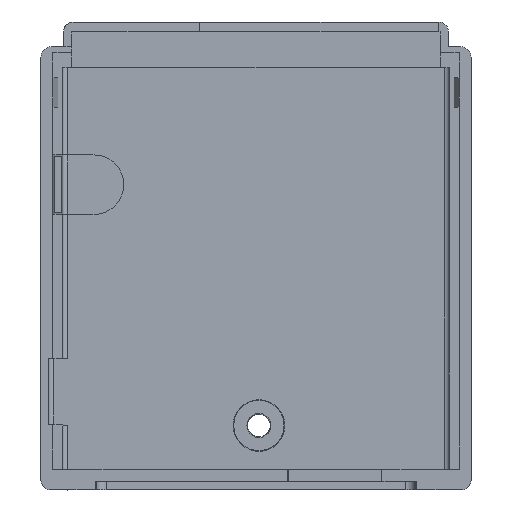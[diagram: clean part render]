
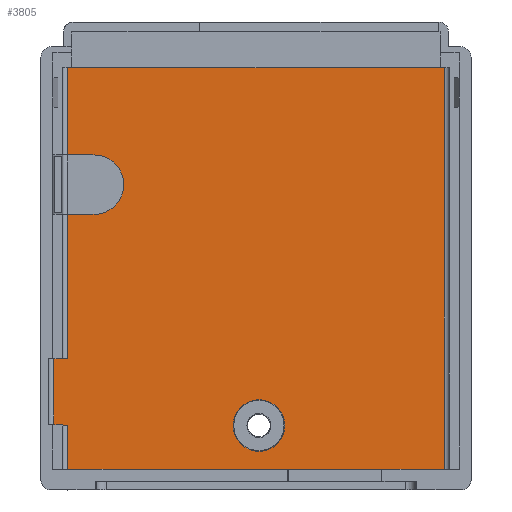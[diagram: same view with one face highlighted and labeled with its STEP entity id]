
A CAD part, top view. The second image highlights one B-rep face of the part: STEP entity #3805.
In plain terms, the highlighted planar face has unit normal (0, 0, 1).
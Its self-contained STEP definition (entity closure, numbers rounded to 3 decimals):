
#191=DIRECTION('',(-1.,0.,0.));
#192=VECTOR('',#191,38.);
#193=CARTESIAN_POINT('',(40.705,42.6,-7.));
#194=LINE('',#193,#192);
#227=CARTESIAN_POINT('',(22.,6.5,-7.));
#228=DIRECTION('',(0.,0.,1.));
#229=DIRECTION('',(1.,0.,0.));
#230=AXIS2_PLACEMENT_3D('',#227,#228,#229);
#232=CARTESIAN_POINT('',(22.,6.5,-7.));
#233=DIRECTION('',(0.,0.,1.));
#234=DIRECTION('',(-1.,0.,0.));
#235=AXIS2_PLACEMENT_3D('',#232,#233,#234);
#237=DIRECTION('',(0.,1.,0.));
#238=VECTOR('',#237,6.7);
#239=CARTESIAN_POINT('',(1.3,6.55,-7.));
#240=LINE('',#239,#238);
#241=DIRECTION('',(0.,1.,0.));
#242=VECTOR('',#241,14.55);
#243=CARTESIAN_POINT('',(2.705,13.25,-7.));
#244=LINE('',#243,#242);
#245=DIRECTION('',(1.,0.,0.));
#246=VECTOR('',#245,2.658);
#247=CARTESIAN_POINT('',(2.705,27.8,-7.));
#248=LINE('',#247,#246);
#249=CARTESIAN_POINT('',(5.363,30.8,-7.));
#250=DIRECTION('',(0.,0.,1.));
#251=DIRECTION('',(0.,-1.,0.));
#252=AXIS2_PLACEMENT_3D('',#249,#250,#251);
#254=DIRECTION('',(1.,0.,0.));
#255=VECTOR('',#254,2.658);
#256=CARTESIAN_POINT('',(2.705,33.8,-7.));
#257=LINE('',#256,#255);
#258=DIRECTION('',(0.,1.,0.));
#259=VECTOR('',#258,8.8);
#260=CARTESIAN_POINT('',(2.705,33.8,-7.));
#261=LINE('',#260,#259);
#262=DIRECTION('',(0.,-1.,0.));
#263=VECTOR('',#262,40.5);
#264=CARTESIAN_POINT('',(40.705,42.6,-7.));
#265=LINE('',#264,#263);
#266=DIRECTION('',(-1.,0.,0.));
#267=VECTOR('',#266,38.);
#268=CARTESIAN_POINT('',(40.705,2.1,-7.));
#269=LINE('',#268,#267);
#270=DIRECTION('',(0.,1.,0.));
#271=VECTOR('',#270,4.45);
#272=CARTESIAN_POINT('',(2.705,2.1,-7.));
#273=LINE('',#272,#271);
#2510=DIRECTION('',(-1.,0.,0.));
#2511=VECTOR('',#2510,1.405);
#2512=CARTESIAN_POINT('',(2.705,13.25,-7.));
#2513=LINE('',#2512,#2511);
#2527=DIRECTION('',(1.,0.,0.));
#2528=VECTOR('',#2527,1.405);
#2529=CARTESIAN_POINT('',(1.3,6.55,-7.));
#2530=LINE('',#2529,#2528);
#2853=CARTESIAN_POINT('',(5.363,27.8,-7.));
#2854=CARTESIAN_POINT('',(5.363,33.8,-7.));
#2855=VERTEX_POINT('',#2853);
#2856=VERTEX_POINT('',#2854);
#2858=CARTESIAN_POINT('',(2.705,42.6,-7.));
#2860=VERTEX_POINT('',#2858);
#2861=CARTESIAN_POINT('',(2.705,33.8,-7.));
#2862=VERTEX_POINT('',#2861);
#2866=CARTESIAN_POINT('',(40.705,2.1,-7.));
#2868=VERTEX_POINT('',#2866);
#2869=CARTESIAN_POINT('',(40.705,42.6,-7.));
#2870=VERTEX_POINT('',#2869);
#2873=CARTESIAN_POINT('',(2.705,13.25,-7.));
#2874=CARTESIAN_POINT('',(2.705,27.8,-7.));
#2875=VERTEX_POINT('',#2873);
#2876=VERTEX_POINT('',#2874);
#2881=CARTESIAN_POINT('',(2.705,2.1,-7.));
#2882=CARTESIAN_POINT('',(2.705,6.55,-7.));
#2883=VERTEX_POINT('',#2881);
#2884=VERTEX_POINT('',#2882);
#2901=CARTESIAN_POINT('',(24.6,6.5,-7.));
#2902=CARTESIAN_POINT('',(19.4,6.5,-7.));
#2903=VERTEX_POINT('',#2901);
#2904=VERTEX_POINT('',#2902);
#2922=CARTESIAN_POINT('',(1.3,13.25,-7.));
#2924=VERTEX_POINT('',#2922);
#2925=CARTESIAN_POINT('',(1.3,6.55,-7.));
#2926=VERTEX_POINT('',#2925);
#3774=CARTESIAN_POINT('',(21.705,23.1,-7.));
#3775=DIRECTION('',(0.,0.,1.));
#3776=DIRECTION('',(1.,0.,0.));
#3777=AXIS2_PLACEMENT_3D('',#3774,#3775,#3776);
#3778=PLANE('',#3777);
#3780=ORIENTED_EDGE('',*,*,#3779,.T.);
#3782=ORIENTED_EDGE('',*,*,#3781,.F.);
#3784=ORIENTED_EDGE('',*,*,#3783,.T.);
#3786=ORIENTED_EDGE('',*,*,#3785,.T.);
#3788=ORIENTED_EDGE('',*,*,#3787,.T.);
#3789=ORIENTED_EDGE('',*,*,#3662,.F.);
#3790=ORIENTED_EDGE('',*,*,#3678,.T.);
#3791=ORIENTED_EDGE('',*,*,#3692,.F.);
#3792=ORIENTED_EDGE('',*,*,#3717,.T.);
#3793=ORIENTED_EDGE('',*,*,#3732,.T.);
#3794=ORIENTED_EDGE('',*,*,#3764,.T.);
#3796=ORIENTED_EDGE('',*,*,#3795,.F.);
#3797=EDGE_LOOP('',(#3780,#3782,#3784,#3786,#3788,#3789,#3790,#3791,#3792,#3793,
#3794,#3796));
#3798=FACE_OUTER_BOUND('',#3797,.F.);
#3800=ORIENTED_EDGE('',*,*,#3799,.T.);
#3802=ORIENTED_EDGE('',*,*,#3801,.T.);
#3803=EDGE_LOOP('',(#3800,#3802));
#3804=FACE_BOUND('',#3803,.F.);
#3805=ADVANCED_FACE('',(#3798,#3804),#3778,.T.);
#231=CIRCLE('',#230,2.6);
#236=CIRCLE('',#235,2.6);
#253=CIRCLE('',#252,3.);
#3662=EDGE_CURVE('',#2862,#2856,#257,.T.);
#3678=EDGE_CURVE('',#2862,#2860,#261,.T.);
#3692=EDGE_CURVE('',#2870,#2860,#194,.T.);
#3717=EDGE_CURVE('',#2870,#2868,#265,.T.);
#3732=EDGE_CURVE('',#2868,#2883,#269,.T.);
#3764=EDGE_CURVE('',#2883,#2884,#273,.T.);
#3779=EDGE_CURVE('',#2926,#2924,#240,.T.);
#3781=EDGE_CURVE('',#2875,#2924,#2513,.T.);
#3783=EDGE_CURVE('',#2875,#2876,#244,.T.);
#3785=EDGE_CURVE('',#2876,#2855,#248,.T.);
#3787=EDGE_CURVE('',#2855,#2856,#253,.T.);
#3795=EDGE_CURVE('',#2926,#2884,#2530,.T.);
#3799=EDGE_CURVE('',#2903,#2904,#231,.T.);
#3801=EDGE_CURVE('',#2904,#2903,#236,.T.);
